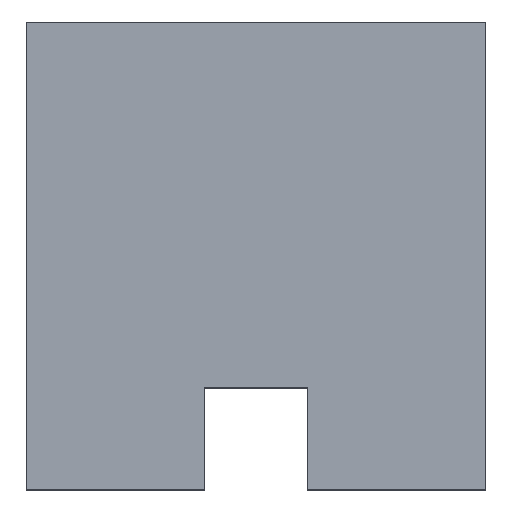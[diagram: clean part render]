
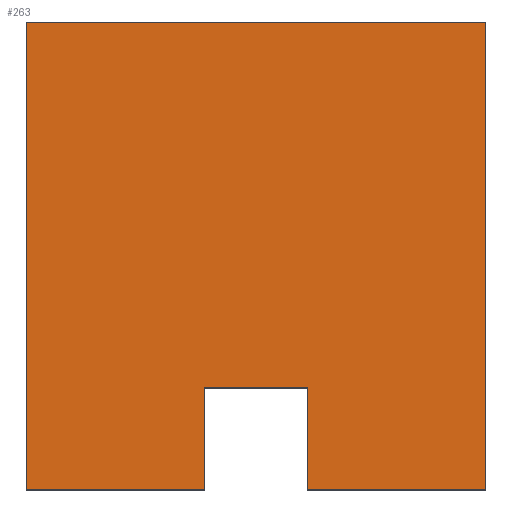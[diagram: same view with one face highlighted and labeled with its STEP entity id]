
A CAD part, top view. The second image highlights one B-rep face of the part: STEP entity #263.
In plain terms, the highlighted planar face has unit normal (0, 0, 1).
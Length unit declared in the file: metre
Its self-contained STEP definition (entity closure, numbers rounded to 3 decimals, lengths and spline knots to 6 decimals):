
#16=LINE('',#383,#40);
#20=LINE('',#392,#44);
#23=LINE('',#402,#47);
#26=LINE('',#408,#50);
#29=LINE('',#414,#53);
#32=LINE('',#420,#56);
#35=LINE('',#430,#59);
#38=LINE('',#436,#62);
#40=VECTOR('',#315,1.);
#44=VECTOR('',#321,1.);
#47=VECTOR('',#330,1.);
#50=VECTOR('',#335,1.);
#53=VECTOR('',#340,1.);
#56=VECTOR('',#345,1.);
#59=VECTOR('',#354,1.);
#62=VECTOR('',#359,1.);
#112=ORIENTED_EDGE('',*,*,#132,.F.);
#113=ORIENTED_EDGE('',*,*,#136,.F.);
#114=ORIENTED_EDGE('',*,*,#141,.T.);
#115=ORIENTED_EDGE('',*,*,#144,.F.);
#116=ORIENTED_EDGE('',*,*,#147,.F.);
#117=ORIENTED_EDGE('',*,*,#150,.F.);
#118=ORIENTED_EDGE('',*,*,#155,.T.);
#119=ORIENTED_EDGE('',*,*,#158,.T.);
#132=EDGE_CURVE('',#164,#165,#16,.T.);
#136=EDGE_CURVE('',#168,#164,#20,.T.);
#141=EDGE_CURVE('',#168,#172,#23,.T.);
#144=EDGE_CURVE('',#174,#172,#26,.T.);
#147=EDGE_CURVE('',#176,#174,#29,.T.);
#150=EDGE_CURVE('',#178,#176,#32,.T.);
#155=EDGE_CURVE('',#178,#182,#35,.T.);
#158=EDGE_CURVE('',#182,#165,#38,.T.);
#164=VERTEX_POINT('',#384);
#165=VERTEX_POINT('',#385);
#168=VERTEX_POINT('',#393);
#172=VERTEX_POINT('',#403);
#174=VERTEX_POINT('',#409);
#176=VERTEX_POINT('',#415);
#178=VERTEX_POINT('',#421);
#182=VERTEX_POINT('',#431);
#209=EDGE_LOOP('',(#112,#113,#114,#115,#116,#117,#118,#119));
#235=FACE_BOUND('',#209,.T.);
#253=PLANE('',#298);
#263=ADVANCED_FACE('',(#235),#253,.T.);
#298=AXIS2_PLACEMENT_3D('',#439,#363,#364);
#315=DIRECTION('',(1.,0.,0.));
#321=DIRECTION('',(0.,1.,0.));
#330=DIRECTION('',(1.,0.,0.));
#335=DIRECTION('',(0.,-1.,0.));
#340=DIRECTION('',(-1.,0.,0.));
#345=DIRECTION('',(0.,1.,0.));
#354=DIRECTION('',(1.,0.,0.));
#359=DIRECTION('',(0.,1.,0.));
#363=DIRECTION('',(0.,0.,1.));
#364=DIRECTION('',(1.,0.,0.));
#383=CARTESIAN_POINT('',(0.00625,0.022722,0.112));
#384=CARTESIAN_POINT('',(-0.0125,0.022722,0.112));
#385=CARTESIAN_POINT('',(0.0125,0.022722,0.112));
#392=CARTESIAN_POINT('',(-0.0125,0.015222,0.112));
#393=CARTESIAN_POINT('',(-0.0125,-0.002722,0.112));
#402=CARTESIAN_POINT('',(-0.007656,-0.002722,0.112));
#403=CARTESIAN_POINT('',(-0.002812,-0.002722,0.112));
#408=CARTESIAN_POINT('',(-0.002812,0.000045,0.112));
#409=CARTESIAN_POINT('',(-0.002812,0.002812,0.112));
#414=CARTESIAN_POINT('',(-0.001406,0.002812,0.112));
#415=CARTESIAN_POINT('',(0.002812,0.002812,0.112));
#420=CARTESIAN_POINT('',(0.002812,0.000045,0.112));
#421=CARTESIAN_POINT('',(0.002812,-0.002722,0.112));
#430=CARTESIAN_POINT('',(0.007656,-0.002722,0.112));
#431=CARTESIAN_POINT('',(0.0125,-0.002722,0.112));
#436=CARTESIAN_POINT('',(0.0125,0.015222,0.112));
#439=CARTESIAN_POINT('',(0.,0.016889,0.112));
